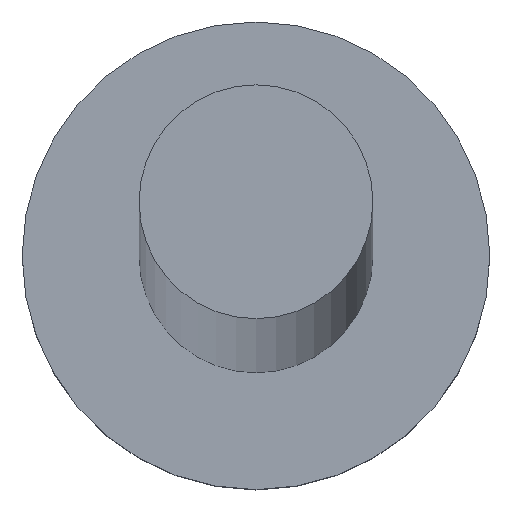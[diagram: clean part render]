
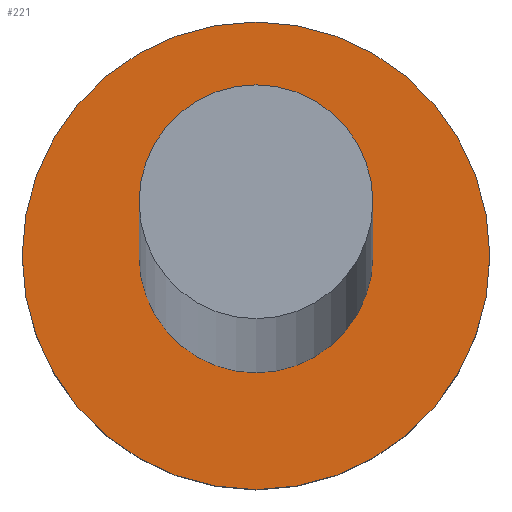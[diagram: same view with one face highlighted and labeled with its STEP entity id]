
A CAD part, top view. The second image highlights one B-rep face of the part: STEP entity #221.
In plain terms, the highlighted planar face has unit normal (0, 0, 1).
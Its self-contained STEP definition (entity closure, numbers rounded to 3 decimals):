
#2 = DIRECTION ( 'NONE',  ( 0., 0., 1. ) ) ;
#10 = CARTESIAN_POINT ( 'NONE',  ( -6., 0., 5. ) ) ;
#12 = PLANE ( 'NONE',  #30 ) ;
#19 = CIRCLE ( 'NONE', #154, 3. ) ;
#21 = CARTESIAN_POINT ( 'NONE',  ( 0., 0., 5. ) ) ;
#27 = VERTEX_POINT ( 'NONE', #80 ) ;
#30 = AXIS2_PLACEMENT_3D ( 'NONE', #199, #251, #116 ) ;
#34 = DIRECTION ( 'NONE',  ( 0., 0., 1. ) ) ;
#45 = AXIS2_PLACEMENT_3D ( 'NONE', #250, #91, #73 ) ;
#47 = AXIS2_PLACEMENT_3D ( 'NONE', #214, #166, #213 ) ;
#54 = FACE_BOUND ( 'NONE', #144, .T. ) ;
#67 = CARTESIAN_POINT ( 'NONE',  ( 0., 0., 5. ) ) ;
#73 = DIRECTION ( 'NONE',  ( 1., 0., 0. ) ) ;
#77 = VERTEX_POINT ( 'NONE', #82 ) ;
#78 = ORIENTED_EDGE ( 'NONE', *, *, #151, .F. ) ;
#80 = CARTESIAN_POINT ( 'NONE',  ( -3., 0., 5. ) ) ;
#82 = CARTESIAN_POINT ( 'NONE',  ( 6., 0., 5. ) ) ;
#91 = DIRECTION ( 'NONE',  ( 0., 0., 1. ) ) ;
#113 = AXIS2_PLACEMENT_3D ( 'NONE', #67, #34, #127 ) ;
#116 = DIRECTION ( 'NONE',  ( 1., 0., 0. ) ) ;
#118 = VERTEX_POINT ( 'NONE', #10 ) ;
#123 = VERTEX_POINT ( 'NONE', #126 ) ;
#126 = CARTESIAN_POINT ( 'NONE',  ( 3., 0., 5. ) ) ;
#127 = DIRECTION ( 'NONE',  ( 1., 0., 0. ) ) ;
#135 = CIRCLE ( 'NONE', #45, 6. ) ;
#144 = EDGE_LOOP ( 'NONE', ( #161, #78 ) ) ;
#151 = EDGE_CURVE ( 'NONE', #123, #27, #157, .T. ) ;
#154 = AXIS2_PLACEMENT_3D ( 'NONE', #21, #2, #197 ) ;
#157 = CIRCLE ( 'NONE', #47, 3. ) ;
#161 = ORIENTED_EDGE ( 'NONE', *, *, #212, .F. ) ;
#166 = DIRECTION ( 'NONE',  ( 0., 0., 1. ) ) ;
#175 = FACE_OUTER_BOUND ( 'NONE', #228, .T. ) ;
#185 = EDGE_CURVE ( 'NONE', #77, #118, #230, .T. ) ;
#197 = DIRECTION ( 'NONE',  ( 1., 0., 0. ) ) ;
#199 = CARTESIAN_POINT ( 'NONE',  ( 0., 0., 5. ) ) ;
#205 = ORIENTED_EDGE ( 'NONE', *, *, #185, .T. ) ;
#212 = EDGE_CURVE ( 'NONE', #27, #123, #19, .T. ) ;
#213 = DIRECTION ( 'NONE',  ( 1., 0., 0. ) ) ;
#214 = CARTESIAN_POINT ( 'NONE',  ( 0., 0., 5. ) ) ;
#221 = ADVANCED_FACE ( 'NONE', ( #54, #175 ), #12, .T. ) ;
#228 = EDGE_LOOP ( 'NONE', ( #241, #205 ) ) ;
#230 = CIRCLE ( 'NONE', #113, 6. ) ;
#241 = ORIENTED_EDGE ( 'NONE', *, *, #253, .T. ) ;
#250 = CARTESIAN_POINT ( 'NONE',  ( 0., 0., 5. ) ) ;
#251 = DIRECTION ( 'NONE',  ( 0., 0., 1. ) ) ;
#253 = EDGE_CURVE ( 'NONE', #118, #77, #135, .T. ) ;
